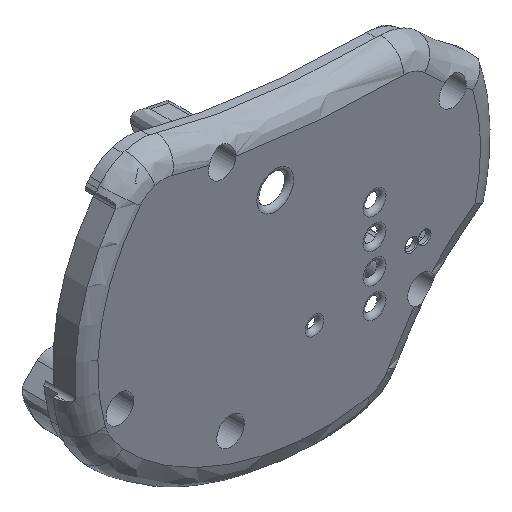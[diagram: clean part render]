
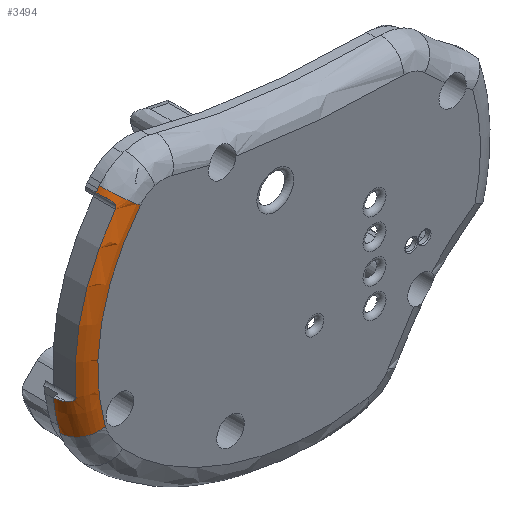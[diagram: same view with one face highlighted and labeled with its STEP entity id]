
A CAD part, isometric view. The second image highlights one B-rep face of the part: STEP entity #3494.
In plain terms, the highlighted toroidal (fillet/blend) face has major radius 41.5 mm and minor radius 5 mm.
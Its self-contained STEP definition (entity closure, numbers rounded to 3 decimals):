
#52=TOROIDAL_SURFACE('',#3754,41.5,5.);
#165=CIRCLE('',#3635,46.5);
#167=CIRCLE('',#3637,46.5);
#187=CIRCLE('',#3678,45.);
#205=CIRCLE('',#3703,41.5);
#241=CIRCLE('',#3749,5.);
#244=CIRCLE('',#3755,5.);
#432=FACE_OUTER_BOUND('',#642,.T.);
#642=EDGE_LOOP('',(#2776,#2777,#2778,#2779,#2780,#2781,#2782,#2783,#2784,
#2785));
#1155=B_SPLINE_CURVE_WITH_KNOTS('',3,(#5778,#5779,#5780,#5781,#5782,#5783,
#5784,#5785,#5786,#5787,#5788,#5789,#5790,#5791),.UNSPECIFIED.,.F.,.F.,
(4,2,2,2,2,2,4),(-0.258,-0.24,-0.201,
-0.15,-0.093,-0.051,0.),
 .UNSPECIFIED.);
#1156=B_SPLINE_CURVE_WITH_KNOTS('',3,(#5795,#5796,#5797,#5798,#5799,#5800,
#5801,#5802),.UNSPECIFIED.,.F.,.F.,(4,2,2,4),(0.,0.093,0.185,
0.213),.UNSPECIFIED.);
#1157=B_SPLINE_CURVE_WITH_KNOTS('',3,(#5807,#5808,#5809,#5810,#5811,#5812,
#5813,#5814,#5815,#5816,#5817,#5818,#5819,#5820),.UNSPECIFIED.,.F.,.F.,
(4,2,2,2,2,2,4),(-0.191,-0.165,-0.138,
-0.098,-0.059,-0.028,-0.008),
 .UNSPECIFIED.);
#1242=B_SPLINE_CURVE_WITH_KNOTS('',3,(#7352,#7353,#7354,#7355,#7356,#7357,
#7358,#7359),.UNSPECIFIED.,.F.,.F.,(4,2,2,4),(-0.226,-0.185,
-0.093,0.),.UNSPECIFIED.);
#1341=VERTEX_POINT('',#4609);
#1342=VERTEX_POINT('',#4611);
#1356=VERTEX_POINT('',#4720);
#1357=VERTEX_POINT('',#4725);
#1482=VERTEX_POINT('',#5775);
#1483=VERTEX_POINT('',#5777);
#1484=VERTEX_POINT('',#5804);
#1485=VERTEX_POINT('',#5806);
#1552=VERTEX_POINT('',#6867);
#1553=VERTEX_POINT('',#6874);
#1706=EDGE_CURVE('',#1341,#1342,#165,.T.);
#1721=EDGE_CURVE('',#1356,#1357,#167,.T.);
#1873=EDGE_CURVE('',#1482,#1483,#1155,.T.);
#1876=EDGE_CURVE('',#1341,#1483,#1156,.T.);
#1878=EDGE_CURVE('',#1484,#1485,#1157,.T.);
#1884=EDGE_CURVE('',#1482,#1485,#187,.T.);
#1980=EDGE_CURVE('',#1553,#1552,#205,.T.);
#2033=EDGE_CURVE('',#1342,#1552,#241,.T.);
#2038=EDGE_CURVE('',#1484,#1357,#1242,.T.);
#2039=EDGE_CURVE('',#1356,#1553,#244,.T.);
#2776=ORIENTED_EDGE('',*,*,#2033,.F.);
#2777=ORIENTED_EDGE('',*,*,#1706,.F.);
#2778=ORIENTED_EDGE('',*,*,#1876,.T.);
#2779=ORIENTED_EDGE('',*,*,#1873,.F.);
#2780=ORIENTED_EDGE('',*,*,#1884,.T.);
#2781=ORIENTED_EDGE('',*,*,#1878,.F.);
#2782=ORIENTED_EDGE('',*,*,#2038,.T.);
#2783=ORIENTED_EDGE('',*,*,#1721,.F.);
#2784=ORIENTED_EDGE('',*,*,#2039,.T.);
#2785=ORIENTED_EDGE('',*,*,#1980,.T.);
#3494=ADVANCED_FACE('',(#432),#52,.T.);
#3635=AXIS2_PLACEMENT_3D('',#4612,#3894,#3895);
#3637=AXIS2_PLACEMENT_3D('',#4726,#3898,#3899);
#3678=AXIS2_PLACEMENT_3D('',#5829,#4022,#4023);
#3703=AXIS2_PLACEMENT_3D('',#6875,#4080,#4081);
#3749=AXIS2_PLACEMENT_3D('',#7342,#4175,#4176);
#3754=AXIS2_PLACEMENT_3D('',#7351,#4187,#4188);
#3755=AXIS2_PLACEMENT_3D('',#7360,#4189,#4190);
#3894=DIRECTION('center_axis',(0.,1.,0.));
#3895=DIRECTION('ref_axis',(-0.793,0.,0.609));
#3898=DIRECTION('center_axis',(0.,1.,0.));
#3899=DIRECTION('ref_axis',(-0.96,0.,-0.279));
#4022=DIRECTION('center_axis',(0.,-1.,0.));
#4023=DIRECTION('ref_axis',(1.,0.,0.));
#4080=DIRECTION('center_axis',(0.,1.,0.));
#4081=DIRECTION('ref_axis',(-0.98,0.,-0.2));
#4175=DIRECTION('center_axis',(0.629,0.,0.777));
#4176=DIRECTION('ref_axis',(-0.777,0.,0.629));
#4187=DIRECTION('center_axis',(0.,-1.,0.));
#4188=DIRECTION('ref_axis',(0.,0.,-1.));
#4189=DIRECTION('center_axis',(-0.279,0.,
0.96));
#4190=DIRECTION('ref_axis',(-0.96,0.,-0.279));
#4609=CARTESIAN_POINT('',(-36.882,5.,28.319));
#4611=CARTESIAN_POINT('',(-36.153,5.,29.244));
#4612=CARTESIAN_POINT('Origin',(0.,5.,0.));
#4720=CARTESIAN_POINT('',(-44.65,5.,-12.986));
#4725=CARTESIAN_POINT('',(-46.169,5.,-5.54));
#4726=CARTESIAN_POINT('Origin',(0.,5.,0.));
#5775=CARTESIAN_POINT('',(-36.275,1.429,26.629));
#5777=CARTESIAN_POINT('',(-36.484,2.828,28.022));
#5778=CARTESIAN_POINT('Ctrl Pts',(-36.275,1.429,26.629));
#5779=CARTESIAN_POINT('Ctrl Pts',(-36.25,1.429,26.663));
#5780=CARTESIAN_POINT('Ctrl Pts',(-36.228,1.432,26.698));
#5781=CARTESIAN_POINT('Ctrl Pts',(-36.165,1.448,26.812));
#5782=CARTESIAN_POINT('Ctrl Pts',(-36.133,1.471,26.892));
#5783=CARTESIAN_POINT('Ctrl Pts',(-36.086,1.546,27.079));
#5784=CARTESIAN_POINT('Ctrl Pts',(-36.076,1.607,27.189));
#5785=CARTESIAN_POINT('Ctrl Pts',(-36.094,1.781,27.42));
#5786=CARTESIAN_POINT('Ctrl Pts',(-36.126,1.897,27.538));
#5787=CARTESIAN_POINT('Ctrl Pts',(-36.215,2.15,27.727));
#5788=CARTESIAN_POINT('Ctrl Pts',(-36.259,2.263,27.795));
#5789=CARTESIAN_POINT('Ctrl Pts',(-36.364,2.524,27.923));
#5790=CARTESIAN_POINT('Ctrl Pts',(-36.425,2.675,27.978));
#5791=CARTESIAN_POINT('Ctrl Pts',(-36.484,2.828,28.022));
#5795=CARTESIAN_POINT('Ctrl Pts',(-36.882,5.,28.319));
#5796=CARTESIAN_POINT('Ctrl Pts',(-36.882,4.691,28.319));
#5797=CARTESIAN_POINT('Ctrl Pts',(-36.858,4.355,28.301));
#5798=CARTESIAN_POINT('Ctrl Pts',(-36.752,3.695,28.222));
#5799=CARTESIAN_POINT('Ctrl Pts',(-36.671,3.372,28.162));
#5800=CARTESIAN_POINT('Ctrl Pts',(-36.548,3.001,28.071));
#5801=CARTESIAN_POINT('Ctrl Pts',(-36.518,2.915,28.048));
#5802=CARTESIAN_POINT('Ctrl Pts',(-36.484,2.828,28.022));
#5804=CARTESIAN_POINT('',(-45.617,2.702,-5.447));
#5806=CARTESIAN_POINT('',(-44.788,1.429,-4.364));
#5807=CARTESIAN_POINT('Ctrl Pts',(-45.617,2.702,-5.447));
#5808=CARTESIAN_POINT('Ctrl Pts',(-45.569,2.608,-5.439));
#5809=CARTESIAN_POINT('Ctrl Pts',(-45.518,2.515,-5.427));
#5810=CARTESIAN_POINT('Ctrl Pts',(-45.412,2.333,-5.391));
#5811=CARTESIAN_POINT('Ctrl Pts',(-45.356,2.243,-5.367));
#5812=CARTESIAN_POINT('Ctrl Pts',(-45.215,2.027,-5.289));
#5813=CARTESIAN_POINT('Ctrl Pts',(-45.127,1.904,-5.225));
#5814=CARTESIAN_POINT('Ctrl Pts',(-44.968,1.691,-5.052));
#5815=CARTESIAN_POINT('Ctrl Pts',(-44.905,1.611,-4.953));
#5816=CARTESIAN_POINT('Ctrl Pts',(-44.824,1.505,-4.759));
#5817=CARTESIAN_POINT('Ctrl Pts',(-44.799,1.469,-4.663));
#5818=CARTESIAN_POINT('Ctrl Pts',(-44.782,1.436,-4.496));
#5819=CARTESIAN_POINT('Ctrl Pts',(-44.781,1.429,-4.43));
#5820=CARTESIAN_POINT('Ctrl Pts',(-44.788,1.429,-4.364));
#5829=CARTESIAN_POINT('Origin',(0.,1.429,0.));
#6867=CARTESIAN_POINT('',(-32.266,0.,26.099));
#6874=CARTESIAN_POINT('',(-39.849,0.,-11.59));
#6875=CARTESIAN_POINT('Origin',(0.,0.,
0.));
#7342=CARTESIAN_POINT('Origin',(-32.266,5.,26.099));
#7351=CARTESIAN_POINT('Origin',(0.,5.,0.));
#7352=CARTESIAN_POINT('Ctrl Pts',(-45.617,2.702,-5.447));
#7353=CARTESIAN_POINT('Ctrl Pts',(-45.683,2.832,-5.458));
#7354=CARTESIAN_POINT('Ctrl Pts',(-45.742,2.961,-5.468));
#7355=CARTESIAN_POINT('Ctrl Pts',(-45.91,3.372,-5.496));
#7356=CARTESIAN_POINT('Ctrl Pts',(-46.009,3.695,-5.513));
#7357=CARTESIAN_POINT('Ctrl Pts',(-46.139,4.355,-5.535));
#7358=CARTESIAN_POINT('Ctrl Pts',(-46.169,4.692,-5.54));
#7359=CARTESIAN_POINT('Ctrl Pts',(-46.169,5.,-5.54));
#7360=CARTESIAN_POINT('Origin',(-39.849,5.,-11.59));
